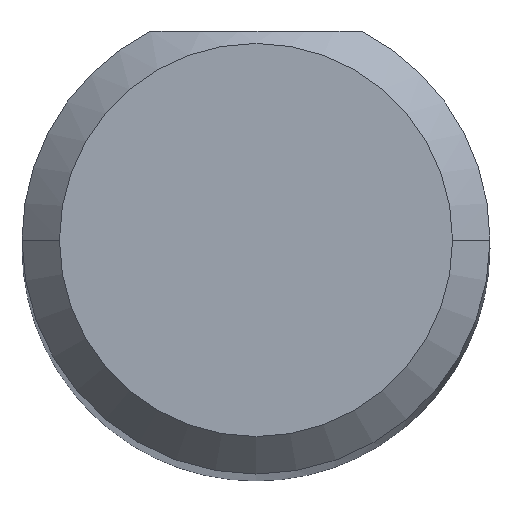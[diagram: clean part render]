
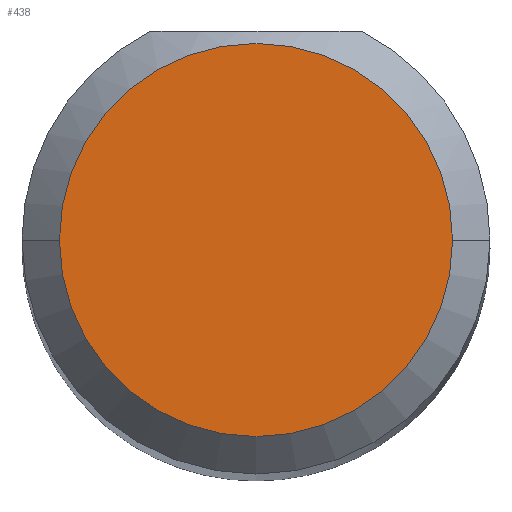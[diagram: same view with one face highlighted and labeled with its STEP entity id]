
A CAD part, top view. The second image highlights one B-rep face of the part: STEP entity #438.
In plain terms, the highlighted planar face has unit normal (0, 0, 1).
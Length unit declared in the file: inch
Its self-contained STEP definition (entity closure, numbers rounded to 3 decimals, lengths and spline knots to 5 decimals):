
#51 = DIRECTION ( 'NONE',  ( 0., 0., 1. ) ) ;
#86 = CARTESIAN_POINT ( 'NONE',  ( 0., 0., 2. ) ) ;
#120 = CIRCLE ( 'NONE', #180, 0.07875 ) ;
#122 = VERTEX_POINT ( 'NONE', #147 ) ;
#129 = DIRECTION ( 'NONE',  ( 1., 0., 0. ) ) ;
#147 = CARTESIAN_POINT ( 'NONE',  ( -0.07875, 0., 2. ) ) ;
#149 = AXIS2_PLACEMENT_3D ( 'NONE', #308, #537, #129 ) ;
#180 = AXIS2_PLACEMENT_3D ( 'NONE', #86, #51, #355 ) ;
#255 = DIRECTION ( 'NONE',  ( 1., 0., 0. ) ) ;
#299 = EDGE_LOOP ( 'NONE', ( #352, #650 ) ) ;
#305 = CARTESIAN_POINT ( 'NONE',  ( 0., 0., 2. ) ) ;
#306 = EDGE_CURVE ( 'NONE', #122, #457, #120, .T. ) ;
#308 = CARTESIAN_POINT ( 'NONE',  ( 0., 0., 2. ) ) ;
#352 = ORIENTED_EDGE ( 'NONE', *, *, #306, .T. ) ;
#355 = DIRECTION ( 'NONE',  ( 1., 0., 0. ) ) ;
#366 = FACE_OUTER_BOUND ( 'NONE', #299, .T. ) ;
#382 = CIRCLE ( 'NONE', #691, 0.07875 ) ;
#424 = PLANE ( 'NONE',  #149 ) ;
#438 = ADVANCED_FACE ( 'NONE', ( #366 ), #424, .T. ) ;
#457 = VERTEX_POINT ( 'NONE', #617 ) ;
#534 = DIRECTION ( 'NONE',  ( 0., 0., 1. ) ) ;
#537 = DIRECTION ( 'NONE',  ( 0., 0., 1. ) ) ;
#617 = CARTESIAN_POINT ( 'NONE',  ( 0.07875, 0., 2. ) ) ;
#650 = ORIENTED_EDGE ( 'NONE', *, *, #736, .T. ) ;
#691 = AXIS2_PLACEMENT_3D ( 'NONE', #305, #534, #255 ) ;
#736 = EDGE_CURVE ( 'NONE', #457, #122, #382, .T. ) ;
